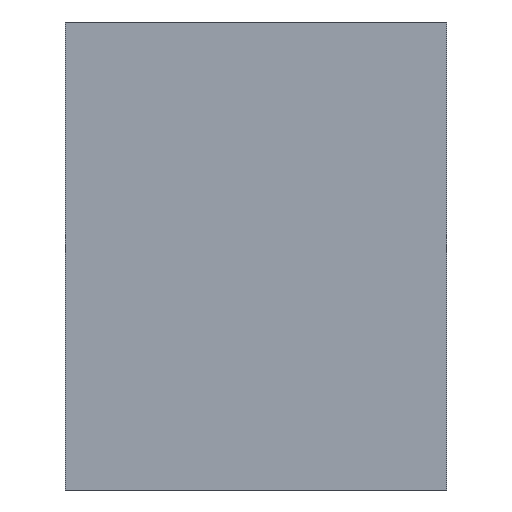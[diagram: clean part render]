
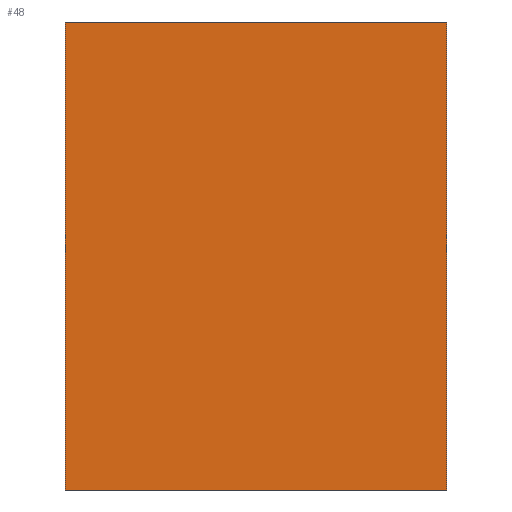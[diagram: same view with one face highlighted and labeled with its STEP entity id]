
A CAD part, left-side view. The second image highlights one B-rep face of the part: STEP entity #48.
In plain terms, the highlighted planar face has unit normal (-1, 0, 0).
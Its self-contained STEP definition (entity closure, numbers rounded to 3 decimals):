
#48 = ADVANCED_FACE( '', ( #100 ), #101, .F. );
#100 = FACE_OUTER_BOUND( '', #149, .T. );
#101 = PLANE( '', #150 );
#149 = EDGE_LOOP( '', ( #215, #216, #217, #218 ) );
#150 = AXIS2_PLACEMENT_3D( '', #219, #220, #221 );
#215 = ORIENTED_EDGE( '', *, *, #268, .T. );
#216 = ORIENTED_EDGE( '', *, *, #266, .F. );
#217 = ORIENTED_EDGE( '', *, *, #258, .F. );
#218 = ORIENTED_EDGE( '', *, *, #247, .T. );
#219 = CARTESIAN_POINT( '', ( -223., 31., 76. ) );
#220 = DIRECTION( '', ( 1., 0., 0. ) );
#221 = DIRECTION( '', ( 0., 0., -1. ) );
#247 = EDGE_CURVE( '', #281, #279, #282, .T. );
#258 = EDGE_CURVE( '', #281, #299, #300, .T. );
#266 = EDGE_CURVE( '', #299, #308, #312, .T. );
#268 = EDGE_CURVE( '', #279, #308, #314, .T. );
#279 = VERTEX_POINT( '', #325 );
#281 = VERTEX_POINT( '', #328 );
#282 = LINE( '', #329, #330 );
#299 = VERTEX_POINT( '', #349 );
#300 = LINE( '', #350, #351 );
#308 = VERTEX_POINT( '', #361 );
#312 = LINE( '', #367, #368 );
#314 = LINE( '', #370, #371 );
#325 = CARTESIAN_POINT( '', ( -223., 31., 0. ) );
#328 = CARTESIAN_POINT( '', ( -223., 31., 76. ) );
#329 = CARTESIAN_POINT( '', ( -223., 31., 76. ) );
#330 = VECTOR( '', #383, 1000. );
#349 = CARTESIAN_POINT( '', ( -223., -31., 76. ) );
#350 = CARTESIAN_POINT( '', ( -223., 31., 76. ) );
#351 = VECTOR( '', #401, 1000. );
#361 = CARTESIAN_POINT( '', ( -223., -31., 0. ) );
#367 = CARTESIAN_POINT( '', ( -223., -31., 76. ) );
#368 = VECTOR( '', #409, 1000. );
#370 = CARTESIAN_POINT( '', ( -223., 31., 0. ) );
#371 = VECTOR( '', #410, 1000. );
#383 = DIRECTION( '', ( 0., 0., -1. ) );
#401 = DIRECTION( '', ( 0., -1., 0. ) );
#409 = DIRECTION( '', ( 0., 0., -1. ) );
#410 = DIRECTION( '', ( 0., -1., 0. ) );
